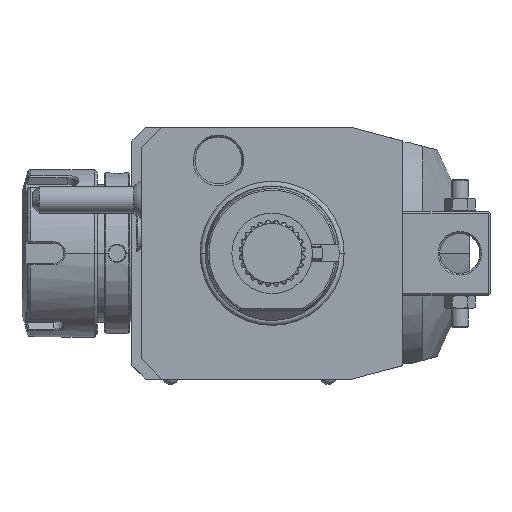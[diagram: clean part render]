
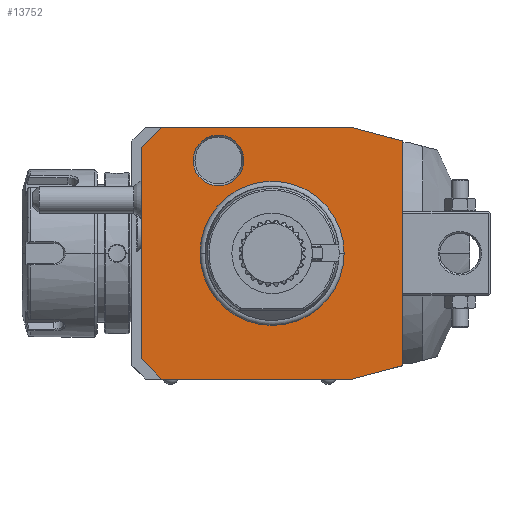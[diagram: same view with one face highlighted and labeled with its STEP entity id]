
A CAD part, front view. The second image highlights one B-rep face of the part: STEP entity #13752.
In plain terms, the highlighted planar face has unit normal (0, -1, 0).
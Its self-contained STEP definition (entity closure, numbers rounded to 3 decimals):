
#1=DIRECTION('',(-0.966,0.,0.259));
#2=VECTOR('',#1,15.529);
#3=CARTESIAN_POINT('',(39.,0.,33.481));
#4=LINE('',#3,#2);
#5=DIRECTION('',(0.,0.,1.));
#6=VECTOR('',#5,66.962);
#7=CARTESIAN_POINT('',(39.,0.,-33.481));
#8=LINE('',#7,#6);
#9=DIRECTION('',(0.966,0.,0.259));
#10=VECTOR('',#9,15.529);
#11=CARTESIAN_POINT('',(24.,0.,-37.5));
#12=LINE('',#11,#10);
#13=DIRECTION('',(1.,0.,0.));
#14=VECTOR('',#13,57.);
#15=CARTESIAN_POINT('',(-33.,0.,-37.5));
#16=LINE('',#15,#14);
#17=DIRECTION('',(0.707,0.,-0.707));
#18=VECTOR('',#17,8.485);
#19=CARTESIAN_POINT('',(-39.,0.,-31.5));
#20=LINE('',#19,#18);
#21=DIRECTION('',(0.,0.,-1.));
#22=VECTOR('',#21,63.);
#23=CARTESIAN_POINT('',(-39.,0.,31.5));
#24=LINE('',#23,#22);
#25=DIRECTION('',(-0.707,0.,-0.707));
#26=VECTOR('',#25,8.485);
#27=CARTESIAN_POINT('',(-33.,0.,37.5));
#28=LINE('',#27,#26);
#29=DIRECTION('',(-1.,0.,0.));
#30=VECTOR('',#29,57.);
#31=CARTESIAN_POINT('',(24.,0.,37.5));
#32=LINE('',#31,#30);
#33=CARTESIAN_POINT('',(-16.,0.,27.713));
#34=DIRECTION('',(0.,1.,0.));
#35=DIRECTION('',(1.,0.,0.));
#36=AXIS2_PLACEMENT_3D('',#33,#34,#35);
#38=CARTESIAN_POINT('',(-16.,0.,27.713));
#39=DIRECTION('',(0.,1.,0.));
#40=DIRECTION('',(-1.,0.,0.));
#41=AXIS2_PLACEMENT_3D('',#38,#39,#40);
#7500=CARTESIAN_POINT('',(0.,0.,0.));
#7501=DIRECTION('',(0.,1.,0.));
#7502=DIRECTION('',(-1.,0.,0.));
#7503=AXIS2_PLACEMENT_3D('',#7500,#7501,#7502);
#7505=CARTESIAN_POINT('',(0.,0.,0.));
#7506=DIRECTION('',(0.,1.,0.));
#7507=DIRECTION('',(1.,0.,0.));
#7508=AXIS2_PLACEMENT_3D('',#7505,#7506,#7507);
#12415=CARTESIAN_POINT('',(-8.423,0.,27.713));
#12416=CARTESIAN_POINT('',(-23.577,0.,27.713));
#12417=VERTEX_POINT('',#12415);
#12418=VERTEX_POINT('',#12416);
#13333=CARTESIAN_POINT('',(39.,0.,33.481));
#13334=CARTESIAN_POINT('',(24.,0.,37.5));
#13335=VERTEX_POINT('',#13333);
#13336=VERTEX_POINT('',#13334);
#13337=CARTESIAN_POINT('',(-33.,0.,37.5));
#13338=VERTEX_POINT('',#13337);
#13339=CARTESIAN_POINT('',(-39.,0.,31.5));
#13340=VERTEX_POINT('',#13339);
#13341=CARTESIAN_POINT('',(-39.,0.,-31.5));
#13342=VERTEX_POINT('',#13341);
#13343=CARTESIAN_POINT('',(-33.,0.,-37.5));
#13344=VERTEX_POINT('',#13343);
#13345=CARTESIAN_POINT('',(24.,0.,-37.5));
#13346=VERTEX_POINT('',#13345);
#13347=CARTESIAN_POINT('',(39.,0.,-33.481));
#13348=VERTEX_POINT('',#13347);
#13607=CARTESIAN_POINT('',(-21.137,0.,0.));
#13608=CARTESIAN_POINT('',(21.137,0.,0.));
#13609=VERTEX_POINT('',#13607);
#13610=VERTEX_POINT('',#13608);
#13717=CARTESIAN_POINT('',(0.,0.,0.));
#13718=DIRECTION('',(0.,-1.,0.));
#13719=DIRECTION('',(-1.,0.,0.));
#13720=AXIS2_PLACEMENT_3D('',#13717,#13718,#13719);
#13721=PLANE('',#13720);
#13723=ORIENTED_EDGE('',*,*,#13722,.F.);
#13725=ORIENTED_EDGE('',*,*,#13724,.F.);
#13727=ORIENTED_EDGE('',*,*,#13726,.F.);
#13729=ORIENTED_EDGE('',*,*,#13728,.F.);
#13731=ORIENTED_EDGE('',*,*,#13730,.F.);
#13733=ORIENTED_EDGE('',*,*,#13732,.F.);
#13735=ORIENTED_EDGE('',*,*,#13734,.F.);
#13737=ORIENTED_EDGE('',*,*,#13736,.F.);
#13738=EDGE_LOOP('',(#13723,#13725,#13727,#13729,#13731,#13733,#13735,#13737));
#13739=FACE_OUTER_BOUND('',#13738,.F.);
#13741=ORIENTED_EDGE('',*,*,#13740,.F.);
#13743=ORIENTED_EDGE('',*,*,#13742,.F.);
#13744=EDGE_LOOP('',(#13741,#13743));
#13745=FACE_BOUND('',#13744,.F.);
#13747=ORIENTED_EDGE('',*,*,#13746,.F.);
#13749=ORIENTED_EDGE('',*,*,#13748,.F.);
#13750=EDGE_LOOP('',(#13747,#13749));
#13751=FACE_BOUND('',#13750,.F.);
#37=CIRCLE('',#36,7.577);
#42=CIRCLE('',#41,7.577);
#7504=CIRCLE('',#7503,21.137);
#7509=CIRCLE('',#7508,21.137);
#13722=EDGE_CURVE('',#13335,#13336,#4,.T.);
#13724=EDGE_CURVE('',#13348,#13335,#8,.T.);
#13726=EDGE_CURVE('',#13346,#13348,#12,.T.);
#13728=EDGE_CURVE('',#13344,#13346,#16,.T.);
#13730=EDGE_CURVE('',#13342,#13344,#20,.T.);
#13732=EDGE_CURVE('',#13340,#13342,#24,.T.);
#13734=EDGE_CURVE('',#13338,#13340,#28,.T.);
#13736=EDGE_CURVE('',#13336,#13338,#32,.T.);
#13740=EDGE_CURVE('',#13609,#13610,#7504,.T.);
#13742=EDGE_CURVE('',#13610,#13609,#7509,.T.);
#13746=EDGE_CURVE('',#12417,#12418,#37,.T.);
#13748=EDGE_CURVE('',#12418,#12417,#42,.T.);
#13752=ADVANCED_FACE('',(#13739,#13745,#13751),#13721,.T.);
